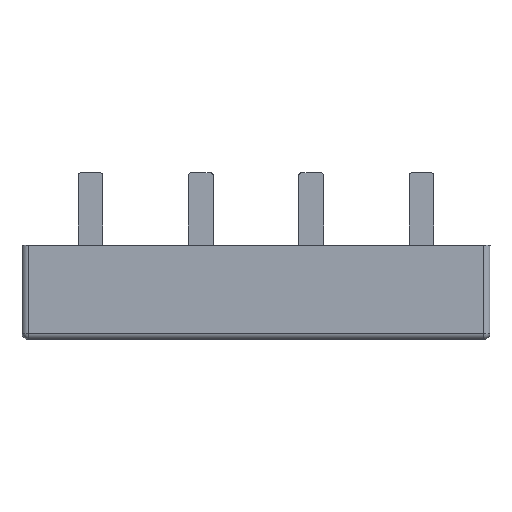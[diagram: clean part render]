
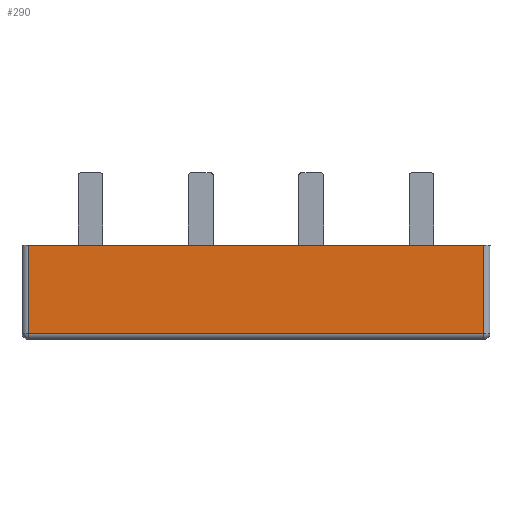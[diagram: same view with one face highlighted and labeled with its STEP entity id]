
A CAD part, top view. The second image highlights one B-rep face of the part: STEP entity #290.
In plain terms, the highlighted planar face has unit normal (0, 0, 1).
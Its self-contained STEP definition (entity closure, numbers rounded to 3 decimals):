
#290=ADVANCED_FACE('',(#495),#496,.F.);
#495=FACE_OUTER_BOUND('',#664,.T.);
#496=PLANE('',#665);
#664=EDGE_LOOP('',(#1053,#1054,#1055,#1056));
#665=AXIS2_PLACEMENT_3D('',#1057,#1058,#1059);
#1053=ORIENTED_EDGE('',*,*,#1221,.T.);
#1054=ORIENTED_EDGE('',*,*,#1256,.F.);
#1055=ORIENTED_EDGE('',*,*,#1258,.T.);
#1056=ORIENTED_EDGE('',*,*,#1251,.T.);
#1057=CARTESIAN_POINT('',(37.75,7.6,6.9));
#1058=DIRECTION('',(0.0,0.0,-1.0));
#1059=DIRECTION('',(1.0,0.0,0.0));
#1221=EDGE_CURVE('',#1438,#1436,#1439,.T.);
#1251=EDGE_CURVE('',#1478,#1438,#1479,.T.);
#1256=EDGE_CURVE('',#1484,#1436,#1486,.T.);
#1258=EDGE_CURVE('',#1484,#1478,#1488,.T.);
#1436=VERTEX_POINT('',#1725);
#1438=VERTEX_POINT('',#1727);
#1439=LINE('',#1728,#1729);
#1478=VERTEX_POINT('',#1779);
#1479=LINE('',#1780,#1781);
#1484=VERTEX_POINT('',#1787);
#1486=LINE('',#1789,#1790);
#1488=LINE('',#1792,#1793);
#1725=CARTESIAN_POINT('',(74.5,1.0,6.9));
#1727=CARTESIAN_POINT('',(1.0,1.0,6.9));
#1728=CARTESIAN_POINT('',(18.875,1.,6.9));
#1729=VECTOR('',#1922,1.0);
#1779=CARTESIAN_POINT('',(1.,15.2,6.9));
#1780=CARTESIAN_POINT('',(1.,7.6,6.9));
#1781=VECTOR('',#1961,1.0);
#1787=CARTESIAN_POINT('',(74.5,15.2,6.9));
#1789=CARTESIAN_POINT('',(74.5,7.6,6.9));
#1790=VECTOR('',#1969,1.0);
#1792=CARTESIAN_POINT('',(37.75,15.2,6.9));
#1793=VECTOR('',#1970,1.0);
#1922=DIRECTION('',(1.0,-0.0,0.0));
#1961=DIRECTION('',(0.0,-1.0,0.0));
#1969=DIRECTION('',(0.0,-1.0,0.0));
#1970=DIRECTION('',(-1.0,0.0,0.0));
